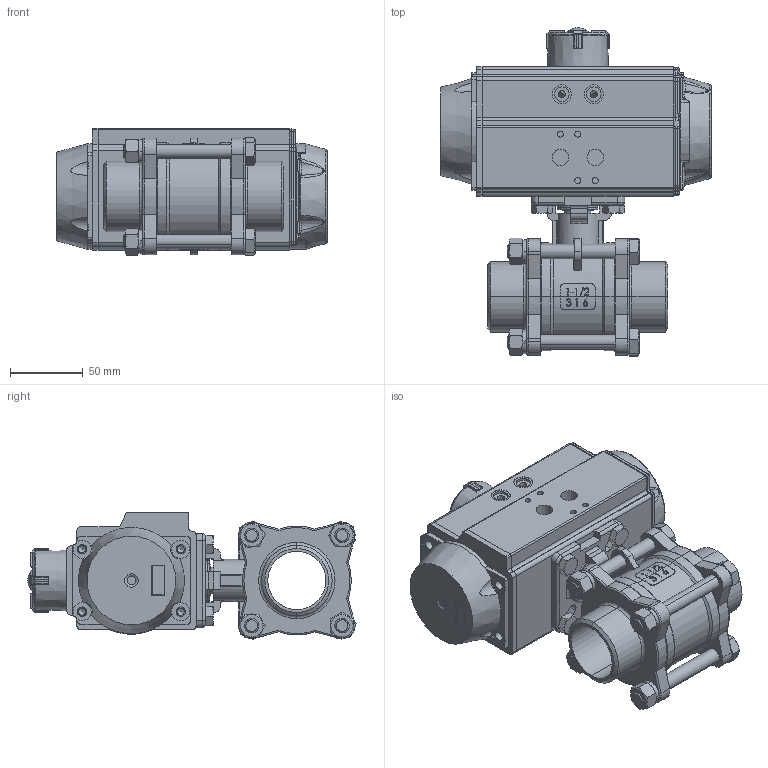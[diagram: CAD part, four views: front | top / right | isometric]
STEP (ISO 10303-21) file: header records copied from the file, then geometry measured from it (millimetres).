
FILE_DESCRIPTION(/* description */ ('Unknown'),/* implementation_level */ '2;1');
FILE_NAME(/* name */ 'PD03 9337-08',/* time_stamp */ '2025-02-04T10:55:38+01:00',/* author */ ('Unknown'),/* organization */ ('Unknown'),/* preprocessor_version */ 'ST-DEVELOPER v19.4',/* originating_system */ 'Solid Edge',/* authorisation */ 'Unknown');
FILE_SCHEMA (('AUTOMOTIVE_DESIGN {1 0 10303 214 3 1 1}'));
Products named in the file (24): PD039337-08; 9337-08_oa_0; 蹟邡; 沓蹋ㄗ狟ㄘ; 密封圈; 弹簧垫圈B_GB_FASTENER_WASHER_SW 10; 蹟譫B_GB_FASTENER_NUT_SNC1 M10-N; 概极; 碟型垫圈; 概裝; 概釱; 概裔; 概裝蹟譫; PD03_PE02; vt65-2016-06-25; Optische Anzeige; ______; ________(___________; cup head nib bolts with large head gb_GB_FASTENER_BOLT_CHNBW M6X25-N; ____65______ ______; VT65_____________MIR; zhou65; VTE65____; DIN 933 M8x20 A2-70 BLK_EDST
Assembly tree (42 placements, depth 4):
  PD039337-08
    9337-08_oa_0
      蹟邡  x4
      沓蹋ㄗ狟ㄘ
      密封圈  x2
      弹簧垫圈B_GB_FASTENER_WASHER_SW 10  x4
      蹟譫B_GB_FASTENER_NUT_SNC1 M10-N  x4
      概极
      碟型垫圈  x2
      概裝
      概釱
      概裔  x2
      概裝蹟譫
    PD03_PE02
      vt65-2016-06-25
      Optische Anzeige
        ______
        ________(___________  x4
        cup head nib bolts with large head gb_GB_FASTENER_BOLT_CHNBW M6X25-N
      ____65______ ______  x2
      VT65_____________MIR
      zhou65
      VTE65____
    DIN 933 M8x20 A2-70 BLK_EDST  x4
Bounding box: 186.5 x 226.15 x 87.84 mm (x, y, z)
Volume: 953744.9 mm3; surface area: 330403.3 mm2
Topology: 39 solids, 39 shells, 3001 faces, 7481 edges, 4646 vertices
Faces by surface type: plane 996, cylinder 943, bspline 464, torus 304, cone 259, sphere 35
Full cylindrical faces by diameter (mm): 3 x16, 3.3 x8, 4.134 x8, 4.66 x1, 4.917 x15, 5 x1, 6 x1, 6.2 x1, 6.5 x4, 6.647 x4, 8 x4, 10 x8, 11 x1, 11.4 x1, 11.445 x2, 12 x1, 12.5 x2, 12.9 x1, 13 x6, 14 x5, 15 x1, 16.2 x18, 17 x2, 20 x2, 22.5 x1, 24.2 x1, 24.4 x1, 28 x4, 38.5 x1, 56 x2
Entity records: 97488 total; most frequent: CARTESIAN_POINT 48150, ORIENTED_EDGE 10552, DIRECTION 9098, EDGE_CURVE 5276, AXIS2_PLACEMENT_3D 3561, VERTEX_POINT 3458, FACE_BOUND 2646, EDGE_LOOP 2626
